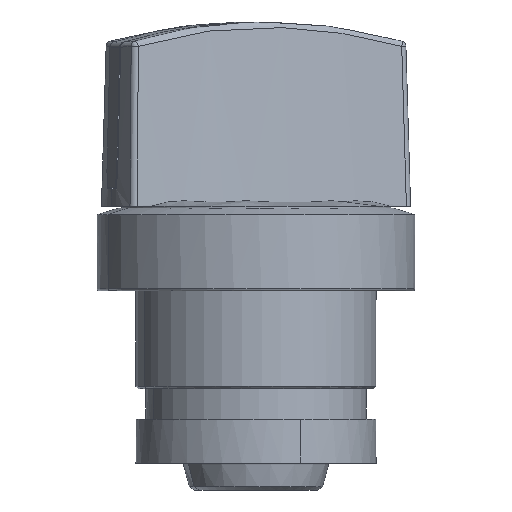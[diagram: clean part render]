
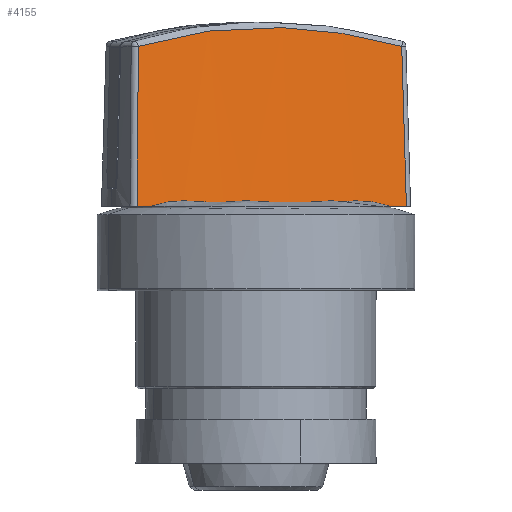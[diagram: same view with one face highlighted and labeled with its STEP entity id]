
A CAD part, left-side view. The second image highlights one B-rep face of the part: STEP entity #4155.
In plain terms, the highlighted conical face has half-angle 1.5 degrees and reference radius 94.256 mm.
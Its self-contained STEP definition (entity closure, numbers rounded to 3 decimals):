
#2889=CARTESIAN_POINT('Vertex',(0.904,-12.267,4.37)) ;
#2896=CARTESIAN_POINT('Vertex',(-7.763,9.541,4.37)) ;
#3236=CARTESIAN_POINT('Control Point',(-8.49,10.837,4.37)) ;
#3237=CARTESIAN_POINT('Control Point',(-8.343,10.579,4.37)) ;
#3238=CARTESIAN_POINT('Control Point',(-8.196,10.321,4.37)) ;
#3239=CARTESIAN_POINT('Control Point',(-8.051,10.061,4.37)) ;
#3240=CARTESIAN_POINT('Control Point',(-7.906,9.801,4.37)) ;
#3241=CARTESIAN_POINT('Control Point',(-7.763,9.541,4.37)) ;
#3242=CARTESIAN_POINT('Vertex',(-8.491,10.837,4.37)) ;
#3454=CARTESIAN_POINT('Vertex',(1.266,-13.711,4.37)) ;
#3458=CARTESIAN_POINT('Control Point',(0.904,-12.267,4.37)) ;
#3459=CARTESIAN_POINT('Control Point',(0.979,-12.555,4.37)) ;
#3460=CARTESIAN_POINT('Control Point',(1.052,-12.844,4.37)) ;
#3461=CARTESIAN_POINT('Control Point',(1.125,-13.133,4.37)) ;
#3462=CARTESIAN_POINT('Control Point',(1.196,-13.422,4.37)) ;
#3463=CARTESIAN_POINT('Control Point',(1.266,-13.711,4.37)) ;
#3498=CARTESIAN_POINT('Control Point',(0.904,-12.267,4.37)) ;
#3499=CARTESIAN_POINT('Control Point',(0.833,-11.982,4.465)) ;
#3500=CARTESIAN_POINT('Control Point',(0.76,-11.694,4.549)) ;
#3501=CARTESIAN_POINT('Control Point',(0.682,-11.396,4.623)) ;
#3502=CARTESIAN_POINT('Control Point',(0.564,-10.951,4.716)) ;
#3503=CARTESIAN_POINT('Control Point',(0.441,-10.504,4.782)) ;
#3504=CARTESIAN_POINT('Control Point',(0.399,-10.353,4.802)) ;
#3505=CARTESIAN_POINT('Control Point',(0.315,-10.05,4.834)) ;
#3506=CARTESIAN_POINT('Control Point',(0.229,-9.749,4.855)) ;
#3507=CARTESIAN_POINT('Control Point',(0.185,-9.596,4.863)) ;
#3508=CARTESIAN_POINT('Control Point',(0.096,-9.29,4.872)) ;
#3509=CARTESIAN_POINT('Control Point',(0.006,-8.987,4.87)) ;
#3510=CARTESIAN_POINT('Control Point',(-0.039,-8.839,4.866)) ;
#3511=CARTESIAN_POINT('Control Point',(-0.147,-8.481,4.85)) ;
#3512=CARTESIAN_POINT('Control Point',(-0.255,-8.131,4.818)) ;
#3513=CARTESIAN_POINT('Control Point',(-0.317,-7.932,4.796)) ;
#3514=CARTESIAN_POINT('Control Point',(-0.379,-7.737,4.769)) ;
#3515=CARTESIAN_POINT('Control Point',(-0.44,-7.545,4.738)) ;
#3516=CARTESIAN_POINT('Vertex',(-0.44,-7.545,4.738)) ;
#3524=CARTESIAN_POINT('Vertex',(-5.5,5.184,4.738)) ;
#3528=CARTESIAN_POINT('Control Point',(-7.763,9.541,4.37)) ;
#3529=CARTESIAN_POINT('Control Point',(-7.18,8.502,4.756)) ;
#3530=CARTESIAN_POINT('Control Point',(-6.562,7.35,4.958)) ;
#3531=CARTESIAN_POINT('Control Point',(-5.994,6.216,4.913)) ;
#3532=CARTESIAN_POINT('Control Point',(-5.499,5.184,4.738)) ;
#4073=CARTESIAN_POINT('Line Origine',(-7.978,10.725,19.241)) ;
#4077=CARTESIAN_POINT('Vertex',(-7.988,10.727,18.949)) ;
#4092=CARTESIAN_POINT('Axis2P3D Location',(-90.142,-35.826,12.454)) ;
#4098=CARTESIAN_POINT('Control Point',(1.555,-13.286,18.948)) ;
#4099=CARTESIAN_POINT('Control Point',(1.459,-13.428,14.089)) ;
#4100=CARTESIAN_POINT('Control Point',(1.362,-13.569,9.23)) ;
#4101=CARTESIAN_POINT('Control Point',(1.266,-13.711,4.37)) ;
#4102=CARTESIAN_POINT('Vertex',(1.555,-13.286,18.948)) ;
#4106=CARTESIAN_POINT('Control Point',(-7.988,10.727,18.949)) ;
#4107=CARTESIAN_POINT('Control Point',(-5.456,6.33,20.321)) ;
#4108=CARTESIAN_POINT('Control Point',(-3.152,1.612,21.037)) ;
#4109=CARTESIAN_POINT('Control Point',(-1.184,-3.338,21.037)) ;
#4110=CARTESIAN_POINT('Control Point',(0.379,-8.35,20.321)) ;
#4111=CARTESIAN_POINT('Control Point',(1.555,-13.286,18.948)) ;
#4114=CARTESIAN_POINT('Control Point',(-5.497,5.179,4.737)) ;
#4115=CARTESIAN_POINT('Control Point',(-5.359,4.893,4.689)) ;
#4116=CARTESIAN_POINT('Control Point',(-5.224,4.607,4.643)) ;
#4117=CARTESIAN_POINT('Control Point',(-5.089,4.32,4.6)) ;
#4118=CARTESIAN_POINT('Control Point',(-4.828,3.758,4.522)) ;
#4119=CARTESIAN_POINT('Control Point',(-4.573,3.2,4.455)) ;
#4120=CARTESIAN_POINT('Control Point',(-4.452,2.932,4.426)) ;
#4121=CARTESIAN_POINT('Control Point',(-4.207,2.383,4.37)) ;
#4122=CARTESIAN_POINT('Control Point',(-3.974,1.849,4.326)) ;
#4123=CARTESIAN_POINT('Control Point',(-3.863,1.593,4.308)) ;
#4124=CARTESIAN_POINT('Control Point',(-3.628,1.046,4.272)) ;
#4125=CARTESIAN_POINT('Control Point',(-3.409,0.525,4.248)) ;
#4126=CARTESIAN_POINT('Control Point',(-3.302,0.268,4.238)) ;
#4127=CARTESIAN_POINT('Control Point',(-3.131,-0.147,4.225)) ;
#4128=CARTESIAN_POINT('Control Point',(-2.963,-0.562,4.218)) ;
#4129=CARTESIAN_POINT('Control Point',(-2.904,-0.708,4.217)) ;
#4130=CARTESIAN_POINT('Control Point',(-2.678,-1.271,4.213)) ;
#4131=CARTESIAN_POINT('Control Point',(-2.456,-1.837,4.219)) ;
#4132=CARTESIAN_POINT('Control Point',(-2.297,-2.25,4.229)) ;
#4133=CARTESIAN_POINT('Control Point',(-2.049,-2.903,4.253)) ;
#4134=CARTESIAN_POINT('Control Point',(-1.793,-3.599,4.294)) ;
#4135=CARTESIAN_POINT('Control Point',(-1.701,-3.85,4.31)) ;
#4136=CARTESIAN_POINT('Control Point',(-1.51,-4.379,4.35)) ;
#4137=CARTESIAN_POINT('Control Point',(-1.315,-4.931,4.4)) ;
#4138=CARTESIAN_POINT('Control Point',(-1.217,-5.211,4.428)) ;
#4139=CARTESIAN_POINT('Control Point',(-1.,-5.84,4.496)) ;
#4140=CARTESIAN_POINT('Control Point',(-0.786,-6.481,4.578)) ;
#4141=CARTESIAN_POINT('Control Point',(-0.672,-6.824,4.626)) ;
#4142=CARTESIAN_POINT('Control Point',(-0.556,-7.182,4.68)) ;
#4143=CARTESIAN_POINT('Control Point',(-0.442,-7.54,4.737)) ;
#4075=VECTOR('Line Direction',#4074,1.) ;
#4074=DIRECTION('Vector Direction',(-0.034,0.008,-0.999)) ;
#4093=DIRECTION('Axis2P3D Direction',(0.,0.,1.)) ;
#4094=DIRECTION('Axis2P3D XDirection',(0.369,-0.929,0.)) ;
#4095=AXIS2_PLACEMENT_3D('Cone Axis2P3D',#4092,#4093,#4094) ;
#4076=LINE('Line',#4073,#4075) ;
#4096=CONICAL_SURFACE('Cone',#4095,94.256,0.026) ;
#3244=EDGE_CURVE('',#3243,#2897,#3235,.T.) ;
#3464=EDGE_CURVE('',#2890,#3455,#3457,.T.) ;
#3518=EDGE_CURVE('',#2890,#3517,#3497,.T.) ;
#3533=EDGE_CURVE('',#2897,#3525,#3527,.T.) ;
#4079=EDGE_CURVE('',#3243,#4078,#4076,.F.) ;
#4104=EDGE_CURVE('',#4103,#3455,#4097,.T.) ;
#4112=EDGE_CURVE('',#4078,#4103,#4105,.T.) ;
#4144=EDGE_CURVE('',#3525,#3517,#4113,.T.) ;
#4145=EDGE_LOOP('',(#4146,#4147,#4148,#4149,#4150,#4151,#4152,#4153)) ;
#4146=ORIENTED_EDGE('',*,*,#4104,.F.) ;
#4147=ORIENTED_EDGE('',*,*,#4112,.F.) ;
#4148=ORIENTED_EDGE('',*,*,#4079,.F.) ;
#4149=ORIENTED_EDGE('',*,*,#3244,.T.) ;
#4150=ORIENTED_EDGE('',*,*,#3533,.T.) ;
#4151=ORIENTED_EDGE('',*,*,#4144,.T.) ;
#4152=ORIENTED_EDGE('',*,*,#3518,.F.) ;
#4153=ORIENTED_EDGE('',*,*,#3464,.T.) ;
#2890=VERTEX_POINT('',#2889) ;
#2897=VERTEX_POINT('',#2896) ;
#3243=VERTEX_POINT('',#3242) ;
#3455=VERTEX_POINT('',#3454) ;
#3517=VERTEX_POINT('',#3516) ;
#3525=VERTEX_POINT('',#3524) ;
#4078=VERTEX_POINT('',#4077) ;
#4103=VERTEX_POINT('',#4102) ;
#4155=ADVANCED_FACE('KAXZ1M12_02',(#4154),#4096,.F.) ;
#3235=B_SPLINE_CURVE_WITH_KNOTS('',5,(#3236,#3237,#3238,#3239,#3240,#3241),.UNSPECIFIED.,.F.,.U.,(6,6),(0.,2.103),.UNSPECIFIED.) ;
#3457=B_SPLINE_CURVE_WITH_KNOTS('',5,(#3458,#3459,#3460,#3461,#3462,#3463),.UNSPECIFIED.,.F.,.U.,(6,6),(0.,2.106),.UNSPECIFIED.) ;
#3497=B_SPLINE_CURVE_WITH_KNOTS('',5,(#3498,#3499,#3500,#3501,#3502,#3503,#3504,#3505,#3506,#3507,#3508,#3509,#3510,#3511,#3512,#3513,#3514,#3515),.UNSPECIFIED.,.F.,.U.,(6,3,3,3,3,6),(0.,2.581,3.887,5.205,6.567,8.43),.UNSPECIFIED.) ;
#3527=B_SPLINE_CURVE_WITH_KNOTS('',4,(#3528,#3529,#3530,#3531,#3532),.UNSPECIFIED.,.F.,.U.,(5,5),(0.,8.446),.UNSPECIFIED.) ;
#4097=B_SPLINE_CURVE_WITH_KNOTS('',3,(#4098,#4099,#4100,#4101),.UNSPECIFIED.,.F.,.U.,(4,4),(0.,20.63),.UNSPECIFIED.) ;
#4105=B_SPLINE_CURVE_WITH_KNOTS('',5,(#4106,#4107,#4108,#4109,#4110,#4111),.UNSPECIFIED.,.F.,.U.,(6,6),(0.,38.32),.UNSPECIFIED.) ;
#4113=B_SPLINE_CURVE_WITH_KNOTS('',5,(#4114,#4115,#4116,#4117,#4118,#4119,#4120,#4121,#4122,#4123,#4124,#4125,#4126,#4127,#4128,#4129,#4130,#4131,#4132,#4133,#4134,#4135,#4136,#4137,#4138,#4139,#4140,#4141,#4142,#4143),.UNSPECIFIED.,.F.,.U.,(6,3,3,3,3,3,3,3,3,6),(0.,2.125,4.183,6.294,8.671,9.952,13.599,15.646,17.692,20.211),.UNSPECIFIED.) ;
#4154=FACE_OUTER_BOUND('',#4145,.T.) ;
